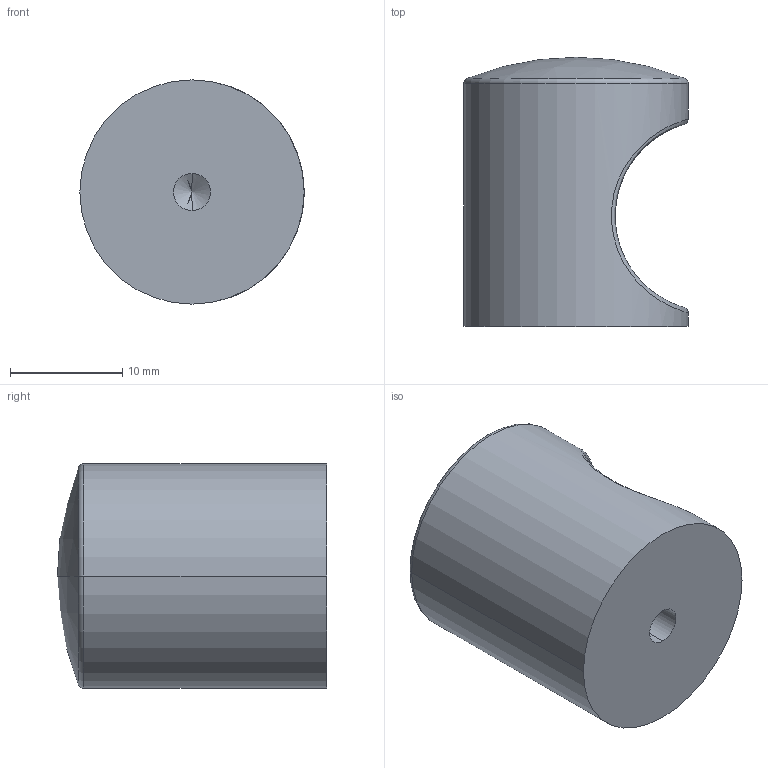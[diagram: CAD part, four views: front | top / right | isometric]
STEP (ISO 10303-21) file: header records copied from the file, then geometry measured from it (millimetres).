
FILE_DESCRIPTION (( 'STEP AP214' ), '1' );
FILE_NAME ('F002756,F002757,F002758,F002770_3D.step', '2022-07-07T08:07:52', ( '' ), ( '' ), 'SwSTEP 2.0', 'SolidWorks 2020', '' );
FILE_SCHEMA (( 'AUTOMOTIVE_DESIGN' ));
Length unit declared in the file: millimetre
Products named in the file (1): F002756,F002757,F002758,F002770_3D
Bounding box: 20 x 24 x 20 mm (x, y, z)
Volume: 6157.5 mm3; surface area: 2108.1 mm2
Topology: 1 solids, 1 shells, 14 faces, 31 edges, 18 vertices
Faces by surface type: cylinder 5, cone 2, torus 2, bspline 2, sphere 2, plane 1
Entity records: 955 total; most frequent: CARTESIAN_POINT 604, DIRECTION 65, ORIENTED_EDGE 58, EDGE_CURVE 29, AXIS2_PLACEMENT_3D 29, VERTEX_POINT 18, CIRCLE 16, EDGE_LOOP 15
